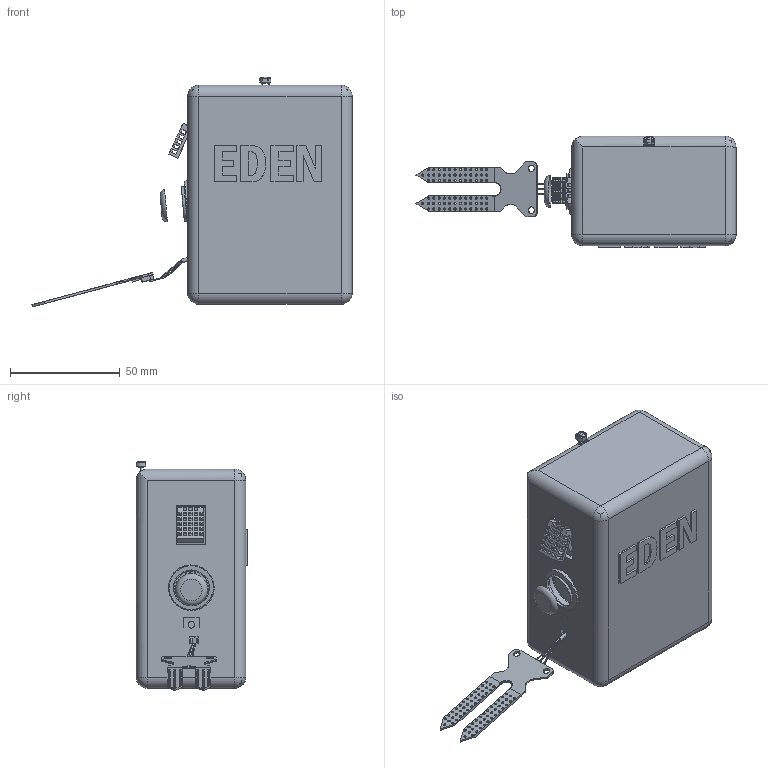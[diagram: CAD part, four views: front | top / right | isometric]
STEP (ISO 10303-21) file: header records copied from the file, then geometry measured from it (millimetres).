
FILE_DESCRIPTION(/* description */ (''),/* implementation_level */ '2;1');
FILE_NAME(/* name */ 'eden v6.step',/* time_stamp */ '2020-05-18T18:06:27+06:00',/* author */ (''),/* organization */ (''),/* preprocessor_version */ 'ST-DEVELOPER v18.1',/* originating_system */ 'Autodesk Translation Framework v9.3.0.1241',/* authorisation */ '');
FILE_SCHEMA (('AUTOMOTIVE_DESIGN { 1 0 10303 214 3 1 1 }'));
Length unit declared in the file: millimetre
Products named in the file (1): eden
Bounding box: 146.16 x 51 x 104.88 mm (x, y, z)
Volume: 63478.3 mm3; surface area: 66509.3 mm2
Topology: 13 solids, 15 shells, 948 faces, 2510 edges, 1553 vertices
Faces by surface type: plane 485, cylinder 352, bspline 49, sphere 49, torus 11, cone 2
Full cylindrical faces by diameter (mm): 0.336 x1, 0.5 x8, 1 x74, 1.631 x1, 3 x6, 5 x1, 20.3 x1, 20.8 x1
Entity records: 36484 total; most frequent: CARTESIAN_POINT 12128, ORIENTED_EDGE 4909, DIRECTION 4823, EDGE_CURVE 2460, LINE 1681, VECTOR 1681, AXIS2_PLACEMENT_3D 1571, VERTEX_POINT 1553
